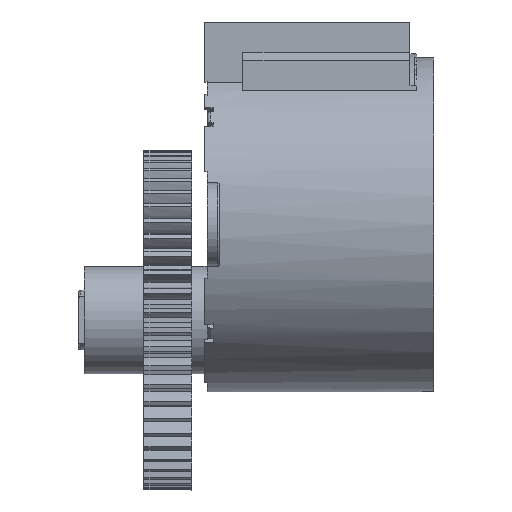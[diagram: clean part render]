
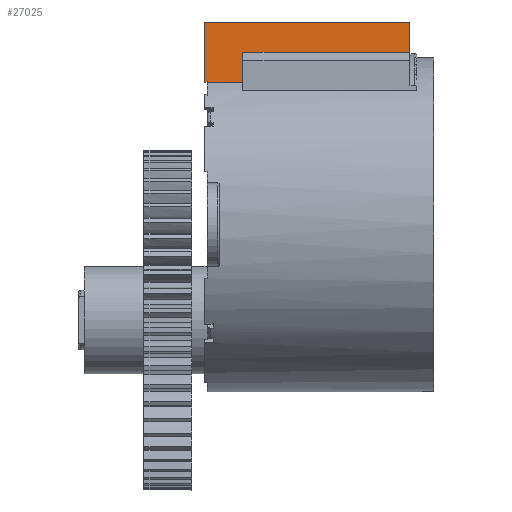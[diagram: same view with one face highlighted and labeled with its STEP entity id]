
A CAD part, left-side view. The second image highlights one B-rep face of the part: STEP entity #27025.
In plain terms, the highlighted planar face has unit normal (-1, 0, 0).
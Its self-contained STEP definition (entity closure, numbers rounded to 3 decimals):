
#22610 = PLANE('',#22611);
#22611 = AXIS2_PLACEMENT_3D('',#22612,#22613,#22614);
#22612 = CARTESIAN_POINT('',(-7.3,-17.,17.));
#22613 = DIRECTION('',(0.,0.,1.));
#22614 = DIRECTION('',(1.,0.,0.));
#22731 = CYLINDRICAL_SURFACE('',#22732,14.);
#22732 = AXIS2_PLACEMENT_3D('',#22733,#22734,#22735);
#22733 = CARTESIAN_POINT('',(0.,-17.,0.));
#22734 = DIRECTION('',(0.,1.,0.));
#22735 = DIRECTION('',(0.,0.,1.));
#23880 = PLANE('',#23881);
#23881 = AXIS2_PLACEMENT_3D('',#23882,#23883,#23884);
#23882 = CARTESIAN_POINT('',(0.,-17.,0.));
#23883 = DIRECTION('',(0.,-1.,0.));
#23884 = DIRECTION('',(0.,0.,-1.));
#24809 = VERTEX_POINT('',#24810);
#24810 = CARTESIAN_POINT('',(-7.3,-17.,17.));
#24831 = EDGE_CURVE('',#24832,#24809,#24834,.T.);
#24832 = VERTEX_POINT('',#24833);
#24833 = CARTESIAN_POINT('',(-7.3,-17.,14.446));
#24834 = SURFACE_CURVE('',#24835,(#24839,#24846),.PCURVE_S1.);
#24835 = LINE('',#24836,#24837);
#24836 = CARTESIAN_POINT('',(-7.3,-17.,11.946));
#24837 = VECTOR('',#24838,1.);
#24838 = DIRECTION('',(0.,0.,1.));
#24839 = PCURVE('',#23880,#24840);
#24840 = DEFINITIONAL_REPRESENTATION('',(#24841),#24845);
#24841 = LINE('',#24842,#24843);
#24842 = CARTESIAN_POINT('',(-11.946,-7.3));
#24843 = VECTOR('',#24844,1.);
#24844 = DIRECTION('',(-1.,0.));
#24845 = ( GEOMETRIC_REPRESENTATION_CONTEXT(2) 
PARAMETRIC_REPRESENTATION_CONTEXT() REPRESENTATION_CONTEXT('2D SPACE',''
  ) );
#24846 = PCURVE('',#24847,#24852);
#24847 = PLANE('',#24848);
#24848 = AXIS2_PLACEMENT_3D('',#24849,#24850,#24851);
#24849 = CARTESIAN_POINT('',(-7.3,-17.,11.946));
#24850 = DIRECTION('',(-1.,0.,0.));
#24851 = DIRECTION('',(0.,0.,1.));
#24852 = DEFINITIONAL_REPRESENTATION('',(#24853),#24857);
#24853 = LINE('',#24854,#24855);
#24854 = CARTESIAN_POINT('',(0.,0.));
#24855 = VECTOR('',#24856,1.);
#24856 = DIRECTION('',(1.,0.));
#24857 = ( GEOMETRIC_REPRESENTATION_CONTEXT(2) 
PARAMETRIC_REPRESENTATION_CONTEXT() REPRESENTATION_CONTEXT('2D SPACE',''
  ) );
#24875 = PLANE('',#24876);
#24876 = AXIS2_PLACEMENT_3D('',#24877,#24878,#24879);
#24877 = CARTESIAN_POINT('',(-7.3,-3.,14.446));
#24878 = DIRECTION('',(-0.558,0.,0.83));
#24879 = DIRECTION('',(0.83,0.,0.558));
#25099 = VERTEX_POINT('',#25100);
#25100 = CARTESIAN_POINT('',(-7.3,-3.,11.946));
#25115 = PLANE('',#25116);
#25116 = AXIS2_PLACEMENT_3D('',#25117,#25118,#25119);
#25117 = CARTESIAN_POINT('',(0.,-3.,0.));
#25118 = DIRECTION('',(0.,-1.,0.));
#25119 = DIRECTION('',(0.,0.,-1.));
#25131 = EDGE_CURVE('',#25099,#25132,#25134,.T.);
#25132 = VERTEX_POINT('',#25133);
#25133 = CARTESIAN_POINT('',(-7.3,0.,11.946));
#25134 = SURFACE_CURVE('',#25135,(#25139,#25146),.PCURVE_S1.);
#25135 = LINE('',#25136,#25137);
#25136 = CARTESIAN_POINT('',(-7.3,-17.,11.946));
#25137 = VECTOR('',#25138,1.);
#25138 = DIRECTION('',(0.,1.,0.));
#25139 = PCURVE('',#22731,#25140);
#25140 = DEFINITIONAL_REPRESENTATION('',(#25141),#25145);
#25141 = LINE('',#25142,#25143);
#25142 = CARTESIAN_POINT('',(5.735,0.));
#25143 = VECTOR('',#25144,1.);
#25144 = DIRECTION('',(0.,1.));
#25145 = ( GEOMETRIC_REPRESENTATION_CONTEXT(2) 
PARAMETRIC_REPRESENTATION_CONTEXT() REPRESENTATION_CONTEXT('2D SPACE',''
  ) );
#25146 = PCURVE('',#24847,#25147);
#25147 = DEFINITIONAL_REPRESENTATION('',(#25148),#25152);
#25148 = LINE('',#25149,#25150);
#25149 = CARTESIAN_POINT('',(0.,0.));
#25150 = VECTOR('',#25151,1.);
#25151 = DIRECTION('',(0.,1.));
#25152 = ( GEOMETRIC_REPRESENTATION_CONTEXT(2) 
PARAMETRIC_REPRESENTATION_CONTEXT() REPRESENTATION_CONTEXT('2D SPACE',''
  ) );
#26129 = EDGE_CURVE('',#26130,#24832,#26132,.T.);
#26130 = VERTEX_POINT('',#26131);
#26131 = CARTESIAN_POINT('',(-7.3,-3.,14.446));
#26132 = SURFACE_CURVE('',#26133,(#26137,#26144),.PCURVE_S1.);
#26133 = LINE('',#26134,#26135);
#26134 = CARTESIAN_POINT('',(-7.3,-3.,14.446));
#26135 = VECTOR('',#26136,1.);
#26136 = DIRECTION('',(0.,-1.,0.));
#26137 = PCURVE('',#24875,#26138);
#26138 = DEFINITIONAL_REPRESENTATION('',(#26139),#26143);
#26139 = LINE('',#26140,#26141);
#26140 = CARTESIAN_POINT('',(0.,0.));
#26141 = VECTOR('',#26142,1.);
#26142 = DIRECTION('',(0.,-1.));
#26143 = ( GEOMETRIC_REPRESENTATION_CONTEXT(2) 
PARAMETRIC_REPRESENTATION_CONTEXT() REPRESENTATION_CONTEXT('2D SPACE',''
  ) );
#26144 = PCURVE('',#24847,#26145);
#26145 = DEFINITIONAL_REPRESENTATION('',(#26146),#26150);
#26146 = LINE('',#26147,#26148);
#26147 = CARTESIAN_POINT('',(2.5,14.));
#26148 = VECTOR('',#26149,1.);
#26149 = DIRECTION('',(0.,-1.));
#26150 = ( GEOMETRIC_REPRESENTATION_CONTEXT(2) 
PARAMETRIC_REPRESENTATION_CONTEXT() REPRESENTATION_CONTEXT('2D SPACE',''
  ) );
#26180 = EDGE_CURVE('',#25099,#26130,#26181,.T.);
#26181 = SURFACE_CURVE('',#26182,(#26186,#26193),.PCURVE_S1.);
#26182 = LINE('',#26183,#26184);
#26183 = CARTESIAN_POINT('',(-7.3,-3.,14.446));
#26184 = VECTOR('',#26185,1.);
#26185 = DIRECTION('',(0.,0.,1.));
#26186 = PCURVE('',#25115,#26187);
#26187 = DEFINITIONAL_REPRESENTATION('',(#26188),#26192);
#26188 = LINE('',#26189,#26190);
#26189 = CARTESIAN_POINT('',(-14.446,-7.3));
#26190 = VECTOR('',#26191,1.);
#26191 = DIRECTION('',(-1.,0.));
#26192 = ( GEOMETRIC_REPRESENTATION_CONTEXT(2) 
PARAMETRIC_REPRESENTATION_CONTEXT() REPRESENTATION_CONTEXT('2D SPACE',''
  ) );
#26193 = PCURVE('',#24847,#26194);
#26194 = DEFINITIONAL_REPRESENTATION('',(#26195),#26199);
#26195 = LINE('',#26196,#26197);
#26196 = CARTESIAN_POINT('',(2.5,14.));
#26197 = VECTOR('',#26198,1.);
#26198 = DIRECTION('',(1.,0.));
#26199 = ( GEOMETRIC_REPRESENTATION_CONTEXT(2) 
PARAMETRIC_REPRESENTATION_CONTEXT() REPRESENTATION_CONTEXT('2D SPACE',''
  ) );
#26375 = CYLINDRICAL_SURFACE('',#26376,14.);
#26376 = AXIS2_PLACEMENT_3D('',#26377,#26378,#26379);
#26377 = CARTESIAN_POINT('',(0.,-17.,0.
    ));
#26378 = DIRECTION('',(0.,1.,0.));
#26379 = DIRECTION('',(0.,0.,1.));
#26400 = VERTEX_POINT('',#26401);
#26401 = CARTESIAN_POINT('',(-7.3,0.2,11.946));
#26416 = PLANE('',#26417);
#26417 = AXIS2_PLACEMENT_3D('',#26418,#26419,#26420);
#26418 = CARTESIAN_POINT('',(0.,0.2,0.)
  );
#26419 = DIRECTION('',(0.,1.,0.));
#26420 = DIRECTION('',(0.,0.,1.));
#26432 = EDGE_CURVE('',#25132,#26400,#26433,.T.);
#26433 = SURFACE_CURVE('',#26434,(#26438,#26445),.PCURVE_S1.);
#26434 = LINE('',#26435,#26436);
#26435 = CARTESIAN_POINT('',(-7.3,-17.,11.946));
#26436 = VECTOR('',#26437,1.);
#26437 = DIRECTION('',(0.,1.,0.));
#26438 = PCURVE('',#26375,#26439);
#26439 = DEFINITIONAL_REPRESENTATION('',(#26440),#26444);
#26440 = LINE('',#26441,#26442);
#26441 = CARTESIAN_POINT('',(5.735,0.));
#26442 = VECTOR('',#26443,1.);
#26443 = DIRECTION('',(0.,1.));
#26444 = ( GEOMETRIC_REPRESENTATION_CONTEXT(2) 
PARAMETRIC_REPRESENTATION_CONTEXT() REPRESENTATION_CONTEXT('2D SPACE',''
  ) );
#26445 = PCURVE('',#24847,#26446);
#26446 = DEFINITIONAL_REPRESENTATION('',(#26447),#26451);
#26447 = LINE('',#26448,#26449);
#26448 = CARTESIAN_POINT('',(0.,0.));
#26449 = VECTOR('',#26450,1.);
#26450 = DIRECTION('',(0.,1.));
#26451 = ( GEOMETRIC_REPRESENTATION_CONTEXT(2) 
PARAMETRIC_REPRESENTATION_CONTEXT() REPRESENTATION_CONTEXT('2D SPACE',''
  ) );
#26982 = VERTEX_POINT('',#26983);
#26983 = CARTESIAN_POINT('',(-7.3,0.2,17.));
#27004 = EDGE_CURVE('',#24809,#26982,#27005,.T.);
#27005 = SURFACE_CURVE('',#27006,(#27010,#27017),.PCURVE_S1.);
#27006 = LINE('',#27007,#27008);
#27007 = CARTESIAN_POINT('',(-7.3,-17.,17.));
#27008 = VECTOR('',#27009,1.);
#27009 = DIRECTION('',(0.,1.,0.));
#27010 = PCURVE('',#22610,#27011);
#27011 = DEFINITIONAL_REPRESENTATION('',(#27012),#27016);
#27012 = LINE('',#27013,#27014);
#27013 = CARTESIAN_POINT('',(0.,0.));
#27014 = VECTOR('',#27015,1.);
#27015 = DIRECTION('',(0.,1.));
#27016 = ( GEOMETRIC_REPRESENTATION_CONTEXT(2) 
PARAMETRIC_REPRESENTATION_CONTEXT() REPRESENTATION_CONTEXT('2D SPACE',''
  ) );
#27017 = PCURVE('',#24847,#27018);
#27018 = DEFINITIONAL_REPRESENTATION('',(#27019),#27023);
#27019 = LINE('',#27020,#27021);
#27020 = CARTESIAN_POINT('',(5.054,0.));
#27021 = VECTOR('',#27022,1.);
#27022 = DIRECTION('',(0.,1.));
#27023 = ( GEOMETRIC_REPRESENTATION_CONTEXT(2) 
PARAMETRIC_REPRESENTATION_CONTEXT() REPRESENTATION_CONTEXT('2D SPACE',''
  ) );
#27025 = ADVANCED_FACE('',(#27026),#24847,.T.);
#27026 = FACE_BOUND('',#27027,.T.);
#27027 = EDGE_LOOP('',(#27028,#27029,#27030,#27031,#27032,#27053,#27054)
  );
#27028 = ORIENTED_EDGE('',*,*,#26180,.T.);
#27029 = ORIENTED_EDGE('',*,*,#26129,.T.);
#27030 = ORIENTED_EDGE('',*,*,#24831,.T.);
#27031 = ORIENTED_EDGE('',*,*,#27004,.T.);
#27032 = ORIENTED_EDGE('',*,*,#27033,.F.);
#27033 = EDGE_CURVE('',#26400,#26982,#27034,.T.);
#27034 = SURFACE_CURVE('',#27035,(#27039,#27046),.PCURVE_S1.);
#27035 = LINE('',#27036,#27037);
#27036 = CARTESIAN_POINT('',(-7.3,0.2,11.946));
#27037 = VECTOR('',#27038,1.);
#27038 = DIRECTION('',(0.,0.,1.));
#27039 = PCURVE('',#24847,#27040);
#27040 = DEFINITIONAL_REPRESENTATION('',(#27041),#27045);
#27041 = LINE('',#27042,#27043);
#27042 = CARTESIAN_POINT('',(0.,17.2));
#27043 = VECTOR('',#27044,1.);
#27044 = DIRECTION('',(1.,0.));
#27045 = ( GEOMETRIC_REPRESENTATION_CONTEXT(2) 
PARAMETRIC_REPRESENTATION_CONTEXT() REPRESENTATION_CONTEXT('2D SPACE',''
  ) );
#27046 = PCURVE('',#26416,#27047);
#27047 = DEFINITIONAL_REPRESENTATION('',(#27048),#27052);
#27048 = LINE('',#27049,#27050);
#27049 = CARTESIAN_POINT('',(11.946,-7.3));
#27050 = VECTOR('',#27051,1.);
#27051 = DIRECTION('',(1.,0.));
#27052 = ( GEOMETRIC_REPRESENTATION_CONTEXT(2) 
PARAMETRIC_REPRESENTATION_CONTEXT() REPRESENTATION_CONTEXT('2D SPACE',''
  ) );
#27053 = ORIENTED_EDGE('',*,*,#26432,.F.);
#27054 = ORIENTED_EDGE('',*,*,#25131,.F.);
